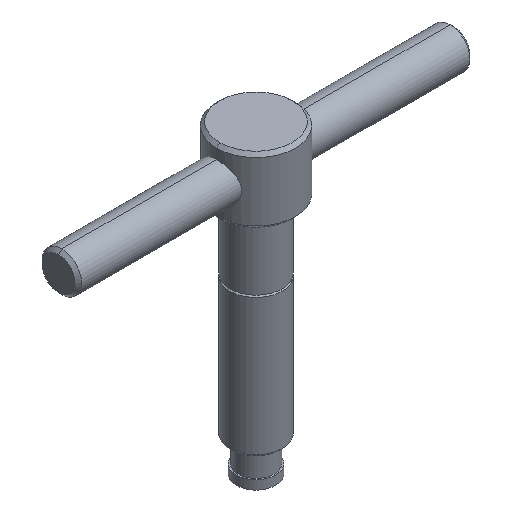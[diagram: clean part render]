
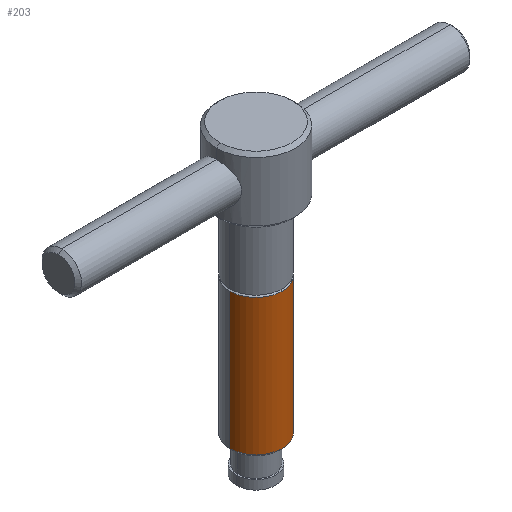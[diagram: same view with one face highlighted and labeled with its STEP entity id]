
A CAD part, isometric view. The second image highlights one B-rep face of the part: STEP entity #203.
In plain terms, the highlighted cylindrical face has radius 8 mm (diameter 16 mm), a partial arc.
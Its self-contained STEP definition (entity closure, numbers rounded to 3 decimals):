
#201=EDGE_CURVE('',#353,#255,#533,.T.);
#203=ADVANCED_FACE('',(#535),#536,.T.);
#255=VERTEX_POINT('',#594);
#267=EDGE_CURVE('',#341,#339,#609,.T.);
#327=VERTEX_POINT('',#679);
#339=VERTEX_POINT('',#692);
#341=VERTEX_POINT('',#694);
#345=EDGE_CURVE('',#255,#341,#698,.T.);
#353=VERTEX_POINT('',#706);
#411=EDGE_CURVE('',#339,#327,#772,.T.);
#479=EDGE_CURVE('',#327,#353,#847,.T.);
#533=CIRCLE('',#899,8.);
#535=FACE_OUTER_BOUND('',#901,.T.);
#536=CYLINDRICAL_SURFACE('',#902,8.);
#594=CARTESIAN_POINT('',(8.,0.,13.));
#609=CIRCLE('',#1014,8.);
#679=CARTESIAN_POINT('',(-8.0,0.,54.375));
#692=CARTESIAN_POINT('',(0.,-8.,54.375));
#694=CARTESIAN_POINT('',(8.,0.,54.375));
#698=LINE('',#1153,#1154);
#706=CARTESIAN_POINT('',(-8.0,0.,13.));
#772=CIRCLE('',#1307,8.);
#847=LINE('',#1437,#1438);
#899=AXIS2_PLACEMENT_3D('',#1483,#1484,#1485);
#901=EDGE_LOOP('',(#1487,#1488,#1489,#1490,#1491));
#902=AXIS2_PLACEMENT_3D('',#1492,#1493,#1494);
#1014=AXIS2_PLACEMENT_3D('',#1605,#1606,#1607);
#1153=CARTESIAN_POINT('',(8.,0.,44.));
#1154=VECTOR('',#1707,1.0);
#1307=AXIS2_PLACEMENT_3D('',#1797,#1798,#1799);
#1437=CARTESIAN_POINT('',(-8.0,0.,44.));
#1438=VECTOR('',#1884,1.0);
#1483=CARTESIAN_POINT('',(0.,0.,13.));
#1484=DIRECTION('',(0.,0.,1.0));
#1485=DIRECTION('',(1.0,0.,0.));
#1487=ORIENTED_EDGE('',*,*,#345,.T.);
#1488=ORIENTED_EDGE('',*,*,#267,.T.);
#1489=ORIENTED_EDGE('',*,*,#411,.T.);
#1490=ORIENTED_EDGE('',*,*,#479,.T.);
#1491=ORIENTED_EDGE('',*,*,#201,.T.);
#1492=CARTESIAN_POINT('',(0.,0.,44.));
#1493=DIRECTION('',(0.,0.,-1.0));
#1494=DIRECTION('',(1.0,0.,0.));
#1605=CARTESIAN_POINT('',(0.,0.,54.375));
#1606=DIRECTION('',(0.,0.,-1.0));
#1607=DIRECTION('',(1.0,0.,0.));
#1707=DIRECTION('',(0.,0.,1.0));
#1797=CARTESIAN_POINT('',(0.,0.,54.375));
#1798=DIRECTION('',(0.,0.,-1.0));
#1799=DIRECTION('',(1.0,0.,0.));
#1884=DIRECTION('',(0.,0.,-1.0));
